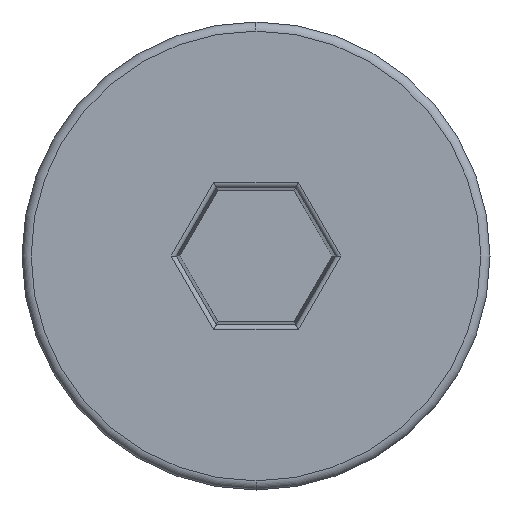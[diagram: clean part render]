
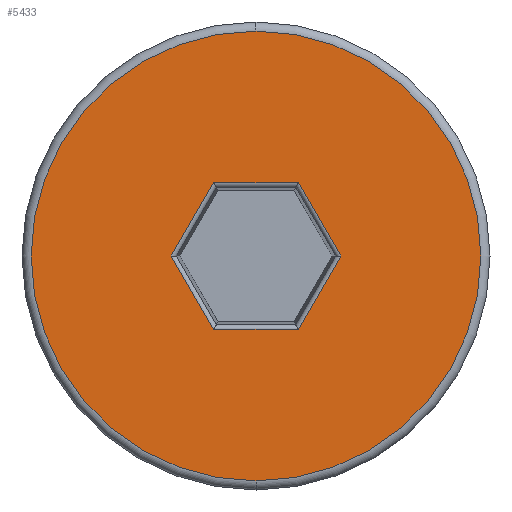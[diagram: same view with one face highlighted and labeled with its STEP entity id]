
A CAD part, left-side view. The second image highlights one B-rep face of the part: STEP entity #5433.
In plain terms, the highlighted planar face has unit normal (-1, 0, 0).
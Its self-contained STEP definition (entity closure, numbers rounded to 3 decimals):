
#4 = CARTESIAN_POINT ( 'NONE',  ( 0., 0., 1.607 ) ) ;
#6 = CARTESIAN_POINT ( 'NONE',  ( 0., -0.928, -1.607 ) ) ;
#11 = LINE ( 'NONE', #4831, #276 ) ;
#177 = EDGE_LOOP ( 'NONE', ( #4412, #5411, #605, #6097, #2051, #7337 ) ) ;
#193 = VECTOR ( 'NONE', #5120, 1000. ) ;
#241 = EDGE_CURVE ( 'NONE', #4223, #7248, #5291, .T. ) ;
#276 = VECTOR ( 'NONE', #7190, 1000. ) ;
#362 = CARTESIAN_POINT ( 'NONE',  ( 0., -0.928, 1.607 ) ) ;
#580 = EDGE_CURVE ( 'NONE', #7248, #4223, #1653, .T. ) ;
#605 = ORIENTED_EDGE ( 'NONE', *, *, #6098, .T. ) ;
#807 = DIRECTION ( 'NONE',  ( 0., 0.5, -0.866 ) ) ;
#943 = EDGE_LOOP ( 'NONE', ( #1881, #4843 ) ) ;
#955 = EDGE_CURVE ( 'NONE', #1591, #4181, #4844, .T. ) ;
#1004 = VECTOR ( 'NONE', #807, 1000. ) ;
#1107 = EDGE_CURVE ( 'NONE', #6487, #1389, #3943, .T. ) ;
#1165 = DIRECTION ( 'NONE',  ( -1., 0., 0. ) ) ;
#1209 = CARTESIAN_POINT ( 'NONE',  ( 0., -1.391, -0.803 ) ) ;
#1389 = VERTEX_POINT ( 'NONE', #5548 ) ;
#1474 = CARTESIAN_POINT ( 'NONE',  ( 0., 0.928, 1.607 ) ) ;
#1591 = VERTEX_POINT ( 'NONE', #1474 ) ;
#1653 = CIRCLE ( 'NONE', #3827, 4.917 ) ;
#1708 = DIRECTION ( 'NONE',  ( 0., -1., 0. ) ) ;
#1806 = CARTESIAN_POINT ( 'NONE',  ( 0., 1.391, -0.803 ) ) ;
#1881 = ORIENTED_EDGE ( 'NONE', *, *, #241, .T. ) ;
#1932 = VECTOR ( 'NONE', #1708, 1000. ) ;
#2051 = ORIENTED_EDGE ( 'NONE', *, *, #4657, .T. ) ;
#2351 = VECTOR ( 'NONE', #4573, 1000. ) ;
#2399 = DIRECTION ( 'NONE',  ( 0., 0.5, 0.866 ) ) ;
#2458 = LINE ( 'NONE', #2804, #193 ) ;
#2466 = LINE ( 'NONE', #1209, #1004 ) ;
#2804 = CARTESIAN_POINT ( 'NONE',  ( 0., -1.391, 0.803 ) ) ;
#3123 = DIRECTION ( 'NONE',  ( 0., 0., -1. ) ) ;
#3165 = CARTESIAN_POINT ( 'NONE',  ( 0., -1.855, 0. ) ) ;
#3188 = FACE_BOUND ( 'NONE', #177, .T. ) ;
#3215 = AXIS2_PLACEMENT_3D ( 'NONE', #6901, #1165, #6976 ) ;
#3275 = DIRECTION ( 'NONE',  ( 1., 0., 0. ) ) ;
#3472 = CARTESIAN_POINT ( 'NONE',  ( 0., 0., -1.607 ) ) ;
#3486 = AXIS2_PLACEMENT_3D ( 'NONE', #6799, #3275, #5570 ) ;
#3827 = AXIS2_PLACEMENT_3D ( 'NONE', #5407, #5999, #3123 ) ;
#3940 = EDGE_CURVE ( 'NONE', #6988, #4927, #2466, .T. ) ;
#3943 = LINE ( 'NONE', #1806, #6827 ) ;
#4181 = VERTEX_POINT ( 'NONE', #362 ) ;
#4223 = VERTEX_POINT ( 'NONE', #4934 ) ;
#4412 = ORIENTED_EDGE ( 'NONE', *, *, #6544, .T. ) ;
#4542 = LINE ( 'NONE', #3472, #2351 ) ;
#4573 = DIRECTION ( 'NONE',  ( 0., 1., 0. ) ) ;
#4657 = EDGE_CURVE ( 'NONE', #4181, #6988, #2458, .T. ) ;
#4831 = CARTESIAN_POINT ( 'NONE',  ( 0., 1.391, 0.803 ) ) ;
#4843 = ORIENTED_EDGE ( 'NONE', *, *, #580, .T. ) ;
#4844 = LINE ( 'NONE', #4, #1932 ) ;
#4927 = VERTEX_POINT ( 'NONE', #6 ) ;
#4934 = CARTESIAN_POINT ( 'NONE',  ( 0., 0., -4.917 ) ) ;
#5120 = DIRECTION ( 'NONE',  ( 0., -0.5, -0.866 ) ) ;
#5291 = CIRCLE ( 'NONE', #3215, 4.917 ) ;
#5407 = CARTESIAN_POINT ( 'NONE',  ( 0., 0., 0. ) ) ;
#5411 = ORIENTED_EDGE ( 'NONE', *, *, #1107, .T. ) ;
#5433 = ADVANCED_FACE ( 'NONE', ( #3188, #6530 ), #5639, .F. ) ;
#5548 = CARTESIAN_POINT ( 'NONE',  ( 0., 1.855, 0. ) ) ;
#5570 = DIRECTION ( 'NONE',  ( 0., 0., -1. ) ) ;
#5639 = PLANE ( 'NONE',  #3486 ) ;
#5999 = DIRECTION ( 'NONE',  ( -1., 0., 0. ) ) ;
#6097 = ORIENTED_EDGE ( 'NONE', *, *, #955, .T. ) ;
#6098 = EDGE_CURVE ( 'NONE', #1389, #1591, #11, .T. ) ;
#6154 = CARTESIAN_POINT ( 'NONE',  ( 0., 0., 4.917 ) ) ;
#6259 = CARTESIAN_POINT ( 'NONE',  ( 0., 0.928, -1.607 ) ) ;
#6487 = VERTEX_POINT ( 'NONE', #6259 ) ;
#6530 = FACE_OUTER_BOUND ( 'NONE', #943, .T. ) ;
#6544 = EDGE_CURVE ( 'NONE', #4927, #6487, #4542, .T. ) ;
#6799 = CARTESIAN_POINT ( 'NONE',  ( 0., 0., 0. ) ) ;
#6827 = VECTOR ( 'NONE', #2399, 1000. ) ;
#6901 = CARTESIAN_POINT ( 'NONE',  ( 0., 0., 0. ) ) ;
#6976 = DIRECTION ( 'NONE',  ( 0., 0., -1. ) ) ;
#6988 = VERTEX_POINT ( 'NONE', #3165 ) ;
#7190 = DIRECTION ( 'NONE',  ( 0., -0.5, 0.866 ) ) ;
#7248 = VERTEX_POINT ( 'NONE', #6154 ) ;
#7337 = ORIENTED_EDGE ( 'NONE', *, *, #3940, .T. ) ;
